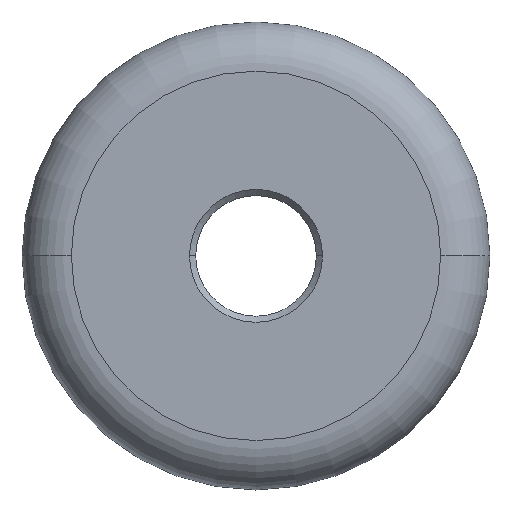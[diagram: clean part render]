
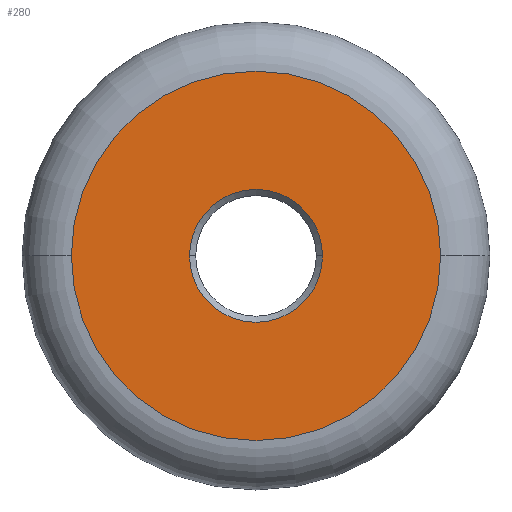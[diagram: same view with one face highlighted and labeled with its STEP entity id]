
A CAD part, top view. The second image highlights one B-rep face of the part: STEP entity #280.
In plain terms, the highlighted planar face has unit normal (0, 0, 1).
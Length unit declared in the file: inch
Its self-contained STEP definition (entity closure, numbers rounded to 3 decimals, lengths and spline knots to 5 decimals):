
#41 = DIRECTION ( 'NONE',  ( 1., 0., 0. ) ) ;
#45 = EDGE_CURVE ( 'NONE', #630, #674, #108, .T. ) ;
#86 = DIRECTION ( 'NONE',  ( 1., 0., 0. ) ) ;
#108 = CIRCLE ( 'NONE', #389, 0.1063 ) ;
#128 = DIRECTION ( 'NONE',  ( 1., 0., 0. ) ) ;
#199 = CARTESIAN_POINT ( 'NONE',  ( -0.1063, 0., 0. ) ) ;
#254 = CARTESIAN_POINT ( 'NONE',  ( 0., 0., 0. ) ) ;
#256 = CARTESIAN_POINT ( 'NONE',  ( 0.29528, 0., 0. ) ) ;
#280 = ADVANCED_FACE ( 'NONE', ( #846, #763 ), #321, .T. ) ;
#316 = AXIS2_PLACEMENT_3D ( 'NONE', #254, #325, #514 ) ;
#321 = PLANE ( 'NONE',  #476 ) ;
#325 = DIRECTION ( 'NONE',  ( 0., 0., 1. ) ) ;
#336 = CIRCLE ( 'NONE', #316, 0.29528 ) ;
#344 = ORIENTED_EDGE ( 'NONE', *, *, #932, .T. ) ;
#378 = CARTESIAN_POINT ( 'NONE',  ( 0., 0., 0. ) ) ;
#389 = AXIS2_PLACEMENT_3D ( 'NONE', #378, #919, #128 ) ;
#406 = VERTEX_POINT ( 'NONE', #256 ) ;
#410 = DIRECTION ( 'NONE',  ( 1., 0., 0. ) ) ;
#418 = EDGE_LOOP ( 'NONE', ( #344, #938 ) ) ;
#476 = AXIS2_PLACEMENT_3D ( 'NONE', #673, #836, #86 ) ;
#514 = DIRECTION ( 'NONE',  ( 1., 0., 0. ) ) ;
#517 = ORIENTED_EDGE ( 'NONE', *, *, #45, .T. ) ;
#527 = VERTEX_POINT ( 'NONE', #964 ) ;
#544 = DIRECTION ( 'NONE',  ( 0., 0., -1. ) ) ;
#545 = EDGE_LOOP ( 'NONE', ( #517, #933 ) ) ;
#586 = DIRECTION ( 'NONE',  ( 0., 0., 1. ) ) ;
#591 = AXIS2_PLACEMENT_3D ( 'NONE', #845, #586, #410 ) ;
#620 = CIRCLE ( 'NONE', #591, 0.29528 ) ;
#630 = VERTEX_POINT ( 'NONE', #800 ) ;
#673 = CARTESIAN_POINT ( 'NONE',  ( 0., 0., 0. ) ) ;
#674 = VERTEX_POINT ( 'NONE', #199 ) ;
#690 = EDGE_CURVE ( 'NONE', #674, #630, #854, .T. ) ;
#763 = FACE_OUTER_BOUND ( 'NONE', #418, .T. ) ;
#800 = CARTESIAN_POINT ( 'NONE',  ( 0.1063, 0., 0. ) ) ;
#836 = DIRECTION ( 'NONE',  ( 0., 0., 1. ) ) ;
#845 = CARTESIAN_POINT ( 'NONE',  ( 0., 0., 0. ) ) ;
#846 = FACE_BOUND ( 'NONE', #545, .T. ) ;
#854 = CIRCLE ( 'NONE', #1081, 0.1063 ) ;
#887 = EDGE_CURVE ( 'NONE', #527, #406, #620, .T. ) ;
#919 = DIRECTION ( 'NONE',  ( 0., 0., -1. ) ) ;
#932 = EDGE_CURVE ( 'NONE', #406, #527, #336, .T. ) ;
#933 = ORIENTED_EDGE ( 'NONE', *, *, #690, .T. ) ;
#938 = ORIENTED_EDGE ( 'NONE', *, *, #887, .T. ) ;
#964 = CARTESIAN_POINT ( 'NONE',  ( -0.29528, 0., 0. ) ) ;
#1055 = CARTESIAN_POINT ( 'NONE',  ( 0., 0., 0. ) ) ;
#1081 = AXIS2_PLACEMENT_3D ( 'NONE', #1055, #544, #41 ) ;
